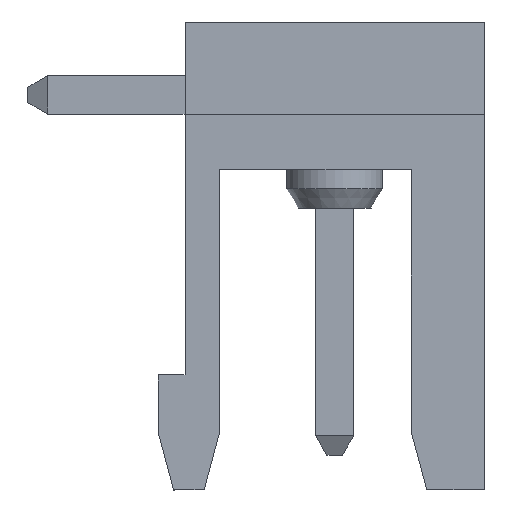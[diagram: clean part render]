
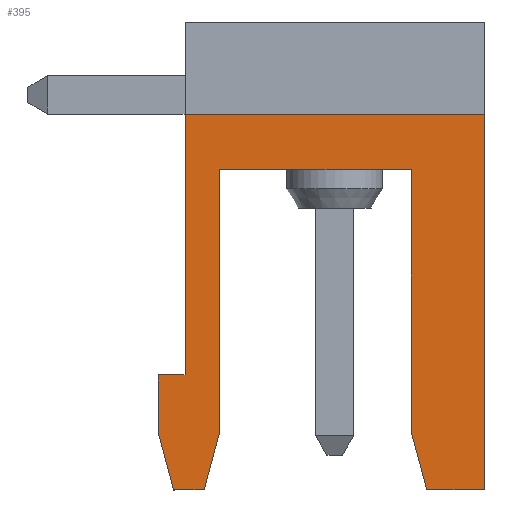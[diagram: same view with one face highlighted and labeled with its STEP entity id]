
A CAD part, front view. The second image highlights one B-rep face of the part: STEP entity #395.
In plain terms, the highlighted planar face has unit normal (0, -1, 0).
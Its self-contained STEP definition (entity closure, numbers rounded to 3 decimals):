
#395 = ADVANCED_FACE( '', ( #801 ), #802, .F. );
#801 = FACE_OUTER_BOUND( '', #1211, .T. );
#802 = PLANE( '', #1212 );
#1211 = EDGE_LOOP( '', ( #2309, #2310, #2311, #2312, #2313, #2314, #2315, #2316, #2317, #2318, #2319, #2320, #2321 ) );
#1212 = AXIS2_PLACEMENT_3D( '', #2322, #2323, #2324 );
#2309 = ORIENTED_EDGE( '', *, *, #2857, .F. );
#2310 = ORIENTED_EDGE( '', *, *, #2841, .T. );
#2311 = ORIENTED_EDGE( '', *, *, #2464, .F. );
#2312 = ORIENTED_EDGE( '', *, *, #2725, .F. );
#2313 = ORIENTED_EDGE( '', *, *, #2678, .F. );
#2314 = ORIENTED_EDGE( '', *, *, #2844, .F. );
#2315 = ORIENTED_EDGE( '', *, *, #2806, .F. );
#2316 = ORIENTED_EDGE( '', *, *, #2670, .F. );
#2317 = ORIENTED_EDGE( '', *, *, #2776, .F. );
#2318 = ORIENTED_EDGE( '', *, *, #2816, .F. );
#2319 = ORIENTED_EDGE( '', *, *, #2801, .F. );
#2320 = ORIENTED_EDGE( '', *, *, #2858, .T. );
#2321 = ORIENTED_EDGE( '', *, *, #2824, .T. );
#2322 = CARTESIAN_POINT( '', ( 459.301, 36.85, -9.8 ) );
#2323 = DIRECTION( '', ( 0., 1., 0. ) );
#2324 = DIRECTION( '', ( 1., 0., 0. ) );
#2464 = EDGE_CURVE( '', #2953, #2956, #2957, .T. );
#2670 = EDGE_CURVE( '', #3280, #3282, #3283, .T. );
#2678 = EDGE_CURVE( '', #3291, #3293, #3294, .T. );
#2725 = EDGE_CURVE( '', #3293, #2953, #3354, .T. );
#2776 = EDGE_CURVE( '', #3420, #3280, #3422, .T. );
#2801 = EDGE_CURVE( '', #3450, #3452, #3453, .T. );
#2806 = EDGE_CURVE( '', #3282, #3458, #3459, .T. );
#2816 = EDGE_CURVE( '', #3452, #3420, #3470, .T. );
#2824 = EDGE_CURVE( '', #3479, #3477, #3480, .T. );
#2841 = EDGE_CURVE( '', #3497, #2956, #3498, .T. );
#2844 = EDGE_CURVE( '', #3458, #3291, #3501, .T. );
#2857 = EDGE_CURVE( '', #3497, #3477, #3514, .T. );
#2858 = EDGE_CURVE( '', #3450, #3479, #3515, .T. );
#2953 = VERTEX_POINT( '', #3643 );
#2956 = VERTEX_POINT( '', #3647 );
#2957 = LINE( '', #3648, #3649 );
#3280 = VERTEX_POINT( '', #4130 );
#3282 = VERTEX_POINT( '', #4133 );
#3283 = LINE( '', #4134, #4135 );
#3291 = VERTEX_POINT( '', #4147 );
#3293 = VERTEX_POINT( '', #4150 );
#3294 = LINE( '', #4151, #4152 );
#3354 = LINE( '', #4242, #4243 );
#3420 = VERTEX_POINT( '', #4341 );
#3422 = LINE( '', #4344, #4345 );
#3450 = VERTEX_POINT( '', #4387 );
#3452 = VERTEX_POINT( '', #4390 );
#3453 = LINE( '', #4391, #4392 );
#3458 = VERTEX_POINT( '', #4401 );
#3459 = LINE( '', #4402, #4403 );
#3470 = LINE( '', #4422, #4423 );
#3477 = VERTEX_POINT( '', #4431 );
#3479 = VERTEX_POINT( '', #4434 );
#3480 = LINE( '', #4435, #4436 );
#3497 = VERTEX_POINT( '', #4460 );
#3498 = LINE( '', #4461, #4462 );
#3501 = LINE( '', #4466, #4467 );
#3514 = LINE( '', #4484, #4485 );
#3515 = LINE( '', #4486, #4487 );
#3643 = CARTESIAN_POINT( '', ( 466.303, 36.85, -9.8 ) );
#3647 = CARTESIAN_POINT( '', ( 465.901, 36.85, -8.3 ) );
#3648 = CARTESIAN_POINT( '', ( 465.901, 36.85, -8.3 ) );
#3649 = VECTOR( '', #4547, 1000. );
#4130 = CARTESIAN_POINT( '', ( 459.301, 36.85, -6.8 ) );
#4133 = CARTESIAN_POINT( '', ( 460., 36.85, -6.8 ) );
#4134 = CARTESIAN_POINT( '', ( 459.901, 36.85, -6.8 ) );
#4135 = VECTOR( '', #4719, 1000. );
#4147 = CARTESIAN_POINT( '', ( 467.801, 36.85, 0. ) );
#4150 = CARTESIAN_POINT( '', ( 467.801, 36.85, -9.8 ) );
#4151 = CARTESIAN_POINT( '', ( 467.801, 36.85, -9.8 ) );
#4152 = VECTOR( '', #4725, 1000. );
#4242 = CARTESIAN_POINT( '', ( 466.303, 36.85, -9.8 ) );
#4243 = VECTOR( '', #4759, 1000. );
#4341 = CARTESIAN_POINT( '', ( 459.301, 36.85, -8.307 ) );
#4344 = CARTESIAN_POINT( '', ( 459.301, 36.85, -6.8 ) );
#4345 = VECTOR( '', #4799, 1000. );
#4387 = CARTESIAN_POINT( '', ( 460.501, 36.85, -9.8 ) );
#4390 = CARTESIAN_POINT( '', ( 459.701, 36.85, -9.8 ) );
#4391 = CARTESIAN_POINT( '', ( 466.303, 36.85, -9.8 ) );
#4392 = VECTOR( '', #4815, 1000. );
#4401 = CARTESIAN_POINT( '', ( 460., 36.85, 0. ) );
#4402 = CARTESIAN_POINT( '', ( 460., 36.85, 0. ) );
#4403 = VECTOR( '', #4817, 1000. );
#4422 = CARTESIAN_POINT( '', ( 459.301, 36.85, -8.307 ) );
#4423 = VECTOR( '', #4823, 1000. );
#4431 = CARTESIAN_POINT( '', ( 460.901, 36.85, -1.45 ) );
#4434 = CARTESIAN_POINT( '', ( 460.901, 36.85, -8.307 ) );
#4435 = CARTESIAN_POINT( '', ( 460.901, 36.85, -9.8 ) );
#4436 = VECTOR( '', #4832, 1000. );
#4460 = CARTESIAN_POINT( '', ( 465.901, 36.85, -1.45 ) );
#4461 = CARTESIAN_POINT( '', ( 465.901, 36.85, -9.8 ) );
#4462 = VECTOR( '', #4840, 1000. );
#4466 = CARTESIAN_POINT( '', ( 467.801, 36.85, 0. ) );
#4467 = VECTOR( '', #4842, 1000. );
#4484 = CARTESIAN_POINT( '', ( 459.301, 36.85, -1.45 ) );
#4485 = VECTOR( '', #4847, 1000. );
#4486 = CARTESIAN_POINT( '', ( 460.42, 36.85, -10.1 ) );
#4487 = VECTOR( '', #4848, 1000. );
#4547 = DIRECTION( '', ( -0.259, 0., 0.966 ) );
#4719 = DIRECTION( '', ( 1., 0., 0. ) );
#4725 = DIRECTION( '', ( 0., 0., -1. ) );
#4759 = DIRECTION( '', ( -1., 0., 0. ) );
#4799 = DIRECTION( '', ( 0., 0., 1. ) );
#4815 = DIRECTION( '', ( -1., 0., 0. ) );
#4817 = DIRECTION( '', ( 0., 0., 1. ) );
#4823 = DIRECTION( '', ( -0.259, 0., 0.966 ) );
#4832 = DIRECTION( '', ( 0., 0., 1. ) );
#4840 = DIRECTION( '', ( 0., 0., -1. ) );
#4842 = DIRECTION( '', ( 1., 0., 0. ) );
#4847 = DIRECTION( '', ( -1., 0., 0. ) );
#4848 = DIRECTION( '', ( 0.259, 0., 0.966 ) );
